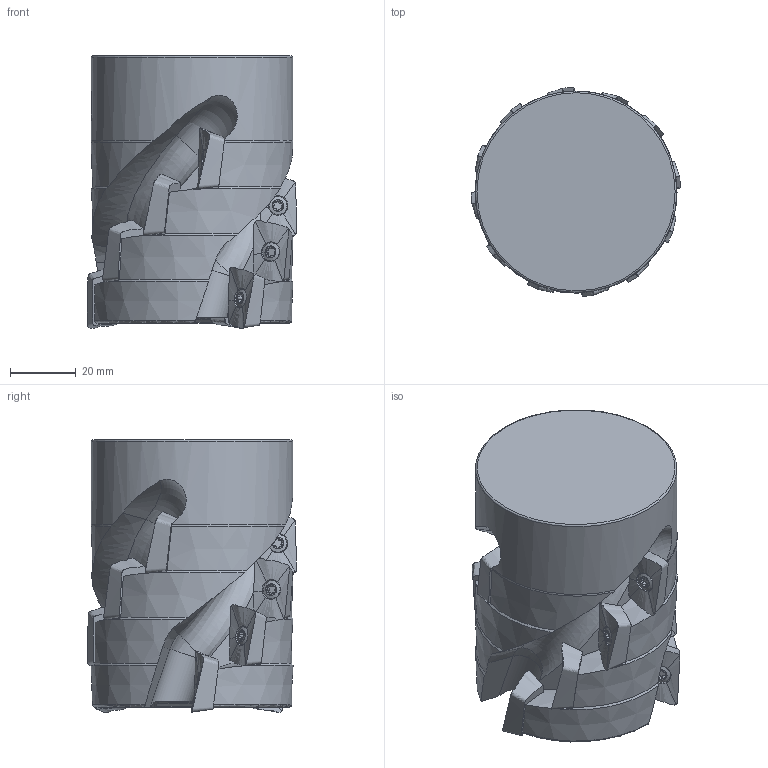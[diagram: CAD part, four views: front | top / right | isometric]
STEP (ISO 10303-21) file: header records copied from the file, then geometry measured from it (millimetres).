
FILE_DESCRIPTION(/* description */ (''),/* implementation_level */ '2;1');
FILE_NAME(/* name */ '1588330986197.stp',/* time_stamp */ '2020-05-01T16:33:57+05:00',/* author */ (''),/* organization */ ('SMS'),/* preprocessor_version */ 'ST-DEVELOPER v16.7',/* originating_system */ 'SIEMENS PLM Software NX 12.0',/* authorisation */ '');
FILE_SCHEMA (('AUTOMOTIVE_DESIGN { 1 0 10303 214 3 1 1 1 }'));
Products named in the file (4): ASSEMBLY_CONSTRUCTION; 202613866mod000_01; 202973146mod000_00; 202973164mod000_00
Assembly tree (14 placements, depth 2):
  202973164mod000_00
    202973146mod000_00
    202613866mod000_01  x12
    ASSEMBLY_CONSTRUCTION
Bounding box: 63.46 x 63.42 x 82.59 mm (x, y, z)
Volume: 190907.8 mm3; surface area: 33936.5 mm2
Topology: 13 solids, 13 shells, 502 faces, 1325 edges, 914 vertices
Faces by surface type: extrusion 144, bspline 126, plane 68, cone 60, torus 58, cylinder 40, revolution 6
Full cylindrical faces by diameter (mm): 3.5 x12, 4.15 x12, 5.5 x12, 61.097 x1
Entity records: 37558 total; most frequent: CARTESIAN_POINT 27951, DIRECTION 1968, ORIENTED_EDGE 1820, EDGE_CURVE 910, AXIS2_PLACEMENT_3D 831, VERTEX_POINT 659, EDGE_LOOP 509, ELLIPSE 456
